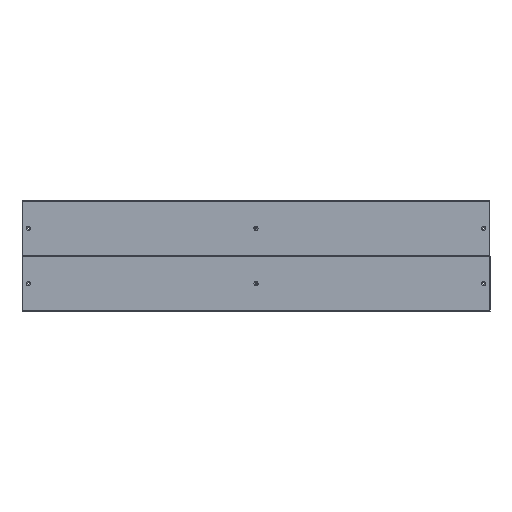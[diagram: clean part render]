
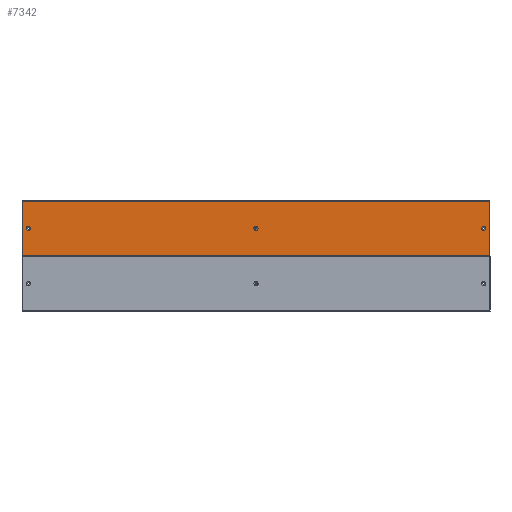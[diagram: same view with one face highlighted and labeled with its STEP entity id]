
A CAD part, top view. The second image highlights one B-rep face of the part: STEP entity #7342.
In plain terms, the highlighted planar face has unit normal (0, 0, 1).
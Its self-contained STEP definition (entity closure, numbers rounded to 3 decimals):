
#19 = DIRECTION ( 'NONE',  ( 0., 0., -1. ) ) ;
#50 = CIRCLE ( 'NONE', #189, 8.801 ) ;
#80 = FACE_BOUND ( 'NONE', #1637, .T. ) ;
#141 = CARTESIAN_POINT ( 'NONE',  ( 964.555, -8.79, 11. ) ) ;
#189 = AXIS2_PLACEMENT_3D ( 'NONE', #5902, #2885, #2923 ) ;
#541 = FACE_BOUND ( 'NONE', #2739, .T. ) ;
#554 = CIRCLE ( 'NONE', #4968, 8.801 ) ;
#754 = CARTESIAN_POINT ( 'NONE',  ( 965.445, 8.79, 11. ) ) ;
#797 = VERTEX_POINT ( 'NONE', #6668 ) ;
#846 = EDGE_CURVE ( 'NONE', #5601, #3085, #2331, .T. ) ;
#873 = CARTESIAN_POINT ( 'NONE',  ( -964.555, 8.79, 11. ) ) ;
#927 = CIRCLE ( 'NONE', #5334, 8.801 ) ;
#1219 = VERTEX_POINT ( 'NONE', #3889 ) ;
#1223 = CARTESIAN_POINT ( 'NONE',  ( 0.445, 8.79, 11. ) ) ;
#1229 = DIRECTION ( 'NONE',  ( 1., 0., 0. ) ) ;
#1253 = DIRECTION ( 'NONE',  ( -0.999, 0.038, 0. ) ) ;
#1272 = DIRECTION ( 'NONE',  ( 0., 0., 1. ) ) ;
#1280 = DIRECTION ( 'NONE',  ( 0., -1., 0. ) ) ;
#1305 = CARTESIAN_POINT ( 'NONE',  ( 990., -115.125, 11. ) ) ;
#1385 = EDGE_CURVE ( 'NONE', #1898, #4601, #1445, .T. ) ;
#1445 = LINE ( 'NONE', #1305, #6366 ) ;
#1515 = ORIENTED_EDGE ( 'NONE', *, *, #6207, .F. ) ;
#1544 = VERTEX_POINT ( 'NONE', #754 ) ;
#1591 = CIRCLE ( 'NONE', #5112, 8.801 ) ;
#1637 = EDGE_LOOP ( 'NONE', ( #2597, #4020 ) ) ;
#1671 = EDGE_CURVE ( 'NONE', #4601, #797, #4456, .T. ) ;
#1799 = DIRECTION ( 'NONE',  ( -0.999, 0.038, 0. ) ) ;
#1898 = VERTEX_POINT ( 'NONE', #5472 ) ;
#1956 = CARTESIAN_POINT ( 'NONE',  ( 990., 115.125, 11. ) ) ;
#2320 = VECTOR ( 'NONE', #1280, 1000. ) ;
#2331 = CIRCLE ( 'NONE', #5114, 8.801 ) ;
#2341 = VERTEX_POINT ( 'NONE', #141 ) ;
#2425 = FACE_BOUND ( 'NONE', #4303, .T. ) ;
#2445 = VECTOR ( 'NONE', #2705, 1000. ) ;
#2452 = VECTOR ( 'NONE', #4729, 1000. ) ;
#2509 = DIRECTION ( 'NONE',  ( -1., 0., 0. ) ) ;
#2597 = ORIENTED_EDGE ( 'NONE', *, *, #7800, .F. ) ;
#2618 = DIRECTION ( 'NONE',  ( 0., 0., 1. ) ) ;
#2625 = EDGE_CURVE ( 'NONE', #1219, #3541, #4707, .T. ) ;
#2668 = CARTESIAN_POINT ( 'NONE',  ( -990., -115.125, 11. ) ) ;
#2705 = DIRECTION ( 'NONE',  ( 0., 1., 0. ) ) ;
#2739 = EDGE_LOOP ( 'NONE', ( #7761, #7176 ) ) ;
#2885 = DIRECTION ( 'NONE',  ( 0., 0., 1. ) ) ;
#2892 = CARTESIAN_POINT ( 'NONE',  ( -990., 115.125, 11. ) ) ;
#2901 = ORIENTED_EDGE ( 'NONE', *, *, #1671, .F. ) ;
#2923 = DIRECTION ( 'NONE',  ( -0.999, 0.038, 0. ) ) ;
#3085 = VERTEX_POINT ( 'NONE', #3467 ) ;
#3103 = CARTESIAN_POINT ( 'NONE',  ( 0., 0., 11. ) ) ;
#3467 = CARTESIAN_POINT ( 'NONE',  ( -965.445, -8.79, 11. ) ) ;
#3541 = VERTEX_POINT ( 'NONE', #1223 ) ;
#3741 = DIRECTION ( 'NONE',  ( 0., 0., -1. ) ) ;
#3812 = ORIENTED_EDGE ( 'NONE', *, *, #6897, .F. ) ;
#3889 = CARTESIAN_POINT ( 'NONE',  ( -0.445, -8.79, 11. ) ) ;
#4020 = ORIENTED_EDGE ( 'NONE', *, *, #2625, .F. ) ;
#4146 = FACE_OUTER_BOUND ( 'NONE', #5628, .T. ) ;
#4212 = CARTESIAN_POINT ( 'NONE',  ( -965., 0., 11. ) ) ;
#4252 = CARTESIAN_POINT ( 'NONE',  ( 990., 115.125, 11. ) ) ;
#4295 = DIRECTION ( 'NONE',  ( -0.999, 0.038, 0. ) ) ;
#4303 = EDGE_LOOP ( 'NONE', ( #3812, #7022 ) ) ;
#4456 = LINE ( 'NONE', #6873, #2445 ) ;
#4464 = AXIS2_PLACEMENT_3D ( 'NONE', #4734, #6557, #1229 ) ;
#4601 = VERTEX_POINT ( 'NONE', #2668 ) ;
#4707 = CIRCLE ( 'NONE', #5091, 8.801 ) ;
#4729 = DIRECTION ( 'NONE',  ( 1., 0., 0. ) ) ;
#4734 = CARTESIAN_POINT ( 'NONE',  ( -1040.13, -121.511, 11. ) ) ;
#4968 = AXIS2_PLACEMENT_3D ( 'NONE', #5422, #19, #1253 ) ;
#5091 = AXIS2_PLACEMENT_3D ( 'NONE', #3103, #2618, #6789 ) ;
#5112 = AXIS2_PLACEMENT_3D ( 'NONE', #7224, #1272, #6083 ) ;
#5114 = AXIS2_PLACEMENT_3D ( 'NONE', #4212, #3741, #4295 ) ;
#5115 = VERTEX_POINT ( 'NONE', #1956 ) ;
#5303 = DIRECTION ( 'NONE',  ( 0., 0., 1. ) ) ;
#5309 = LINE ( 'NONE', #2892, #2452 ) ;
#5329 = ORIENTED_EDGE ( 'NONE', *, *, #6548, .F. ) ;
#5334 = AXIS2_PLACEMENT_3D ( 'NONE', #5935, #5303, #1799 ) ;
#5422 = CARTESIAN_POINT ( 'NONE',  ( -965., 0., 11. ) ) ;
#5472 = CARTESIAN_POINT ( 'NONE',  ( 990., -115.125, 11. ) ) ;
#5601 = VERTEX_POINT ( 'NONE', #873 ) ;
#5628 = EDGE_LOOP ( 'NONE', ( #5329, #1515, #2901, #6926 ) ) ;
#5902 = CARTESIAN_POINT ( 'NONE',  ( 0., 0., 11. ) ) ;
#5935 = CARTESIAN_POINT ( 'NONE',  ( 965., 0., 11. ) ) ;
#5948 = PLANE ( 'NONE',  #4464 ) ;
#6083 = DIRECTION ( 'NONE',  ( -0.999, 0.038, 0. ) ) ;
#6207 = EDGE_CURVE ( 'NONE', #797, #5115, #5309, .T. ) ;
#6366 = VECTOR ( 'NONE', #2509, 1000. ) ;
#6548 = EDGE_CURVE ( 'NONE', #5115, #1898, #6694, .T. ) ;
#6557 = DIRECTION ( 'NONE',  ( 0., 0., 1. ) ) ;
#6668 = CARTESIAN_POINT ( 'NONE',  ( -990., 115.125, 11. ) ) ;
#6694 = LINE ( 'NONE', #4252, #2320 ) ;
#6789 = DIRECTION ( 'NONE',  ( -0.999, 0.038, 0. ) ) ;
#6873 = CARTESIAN_POINT ( 'NONE',  ( -990., -115.125, 11. ) ) ;
#6897 = EDGE_CURVE ( 'NONE', #1544, #2341, #1591, .T. ) ;
#6926 = ORIENTED_EDGE ( 'NONE', *, *, #1385, .F. ) ;
#7022 = ORIENTED_EDGE ( 'NONE', *, *, #7670, .F. ) ;
#7176 = ORIENTED_EDGE ( 'NONE', *, *, #7680, .T. ) ;
#7224 = CARTESIAN_POINT ( 'NONE',  ( 965., 0., 11. ) ) ;
#7342 = ADVANCED_FACE ( 'NONE', ( #4146, #541, #2425, #80 ), #5948, .T. ) ;
#7670 = EDGE_CURVE ( 'NONE', #2341, #1544, #927, .T. ) ;
#7680 = EDGE_CURVE ( 'NONE', #3085, #5601, #554, .T. ) ;
#7761 = ORIENTED_EDGE ( 'NONE', *, *, #846, .T. ) ;
#7800 = EDGE_CURVE ( 'NONE', #3541, #1219, #50, .T. ) ;
